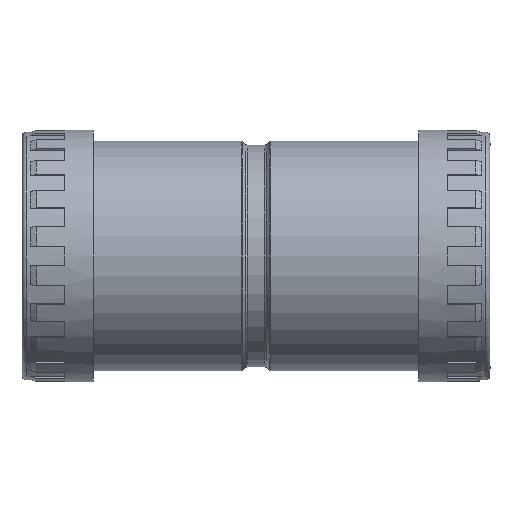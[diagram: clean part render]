
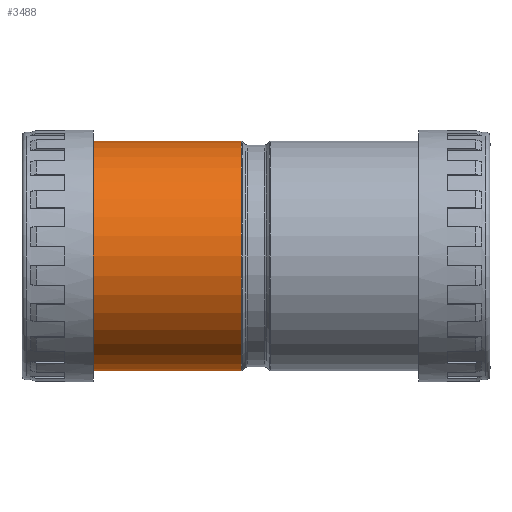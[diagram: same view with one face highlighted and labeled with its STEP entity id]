
A CAD part, front view. The second image highlights one B-rep face of the part: STEP entity #3488.
In plain terms, the highlighted cylindrical face has radius 27 mm (diameter 54 mm), a partial arc.
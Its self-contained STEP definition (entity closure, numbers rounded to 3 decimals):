
#180 = EDGE_LOOP ( 'NONE', ( #4332, #1240, #4739, #3220 ) ) ;
#189 = VERTEX_POINT ( 'NONE', #7249 ) ;
#286 = CARTESIAN_POINT ( 'NONE',  ( -1387.525, 0., 27. ) ) ;
#654 = DIRECTION ( 'NONE',  ( -1., 0., 0. ) ) ;
#1021 = FACE_OUTER_BOUND ( 'NONE', #180, .T. ) ;
#1128 = EDGE_CURVE ( 'NONE', #189, #4622, #3257, .T. ) ;
#1232 = CARTESIAN_POINT ( 'NONE',  ( -38.2, 0., 27. ) ) ;
#1240 = ORIENTED_EDGE ( 'NONE', *, *, #6618, .T. ) ;
#1416 = VECTOR ( 'NONE', #3781, 1000. ) ;
#1599 = CARTESIAN_POINT ( 'NONE',  ( -1387.525, 0., 0. ) ) ;
#1649 = VECTOR ( 'NONE', #654, 1000. ) ;
#2007 = VERTEX_POINT ( 'NONE', #4151 ) ;
#2127 = DIRECTION ( 'NONE',  ( -1., 0., 0. ) ) ;
#2214 = CARTESIAN_POINT ( 'NONE',  ( -3.457, 0., -27. ) ) ;
#2736 = DIRECTION ( 'NONE',  ( -1., 0., 0. ) ) ;
#2831 = CARTESIAN_POINT ( 'NONE',  ( -3.457, 0., 0. ) ) ;
#2891 = AXIS2_PLACEMENT_3D ( 'NONE', #2831, #7092, #3494 ) ;
#3220 = ORIENTED_EDGE ( 'NONE', *, *, #5731, .F. ) ;
#3257 = LINE ( 'NONE', #286, #1649 ) ;
#3309 = CIRCLE ( 'NONE', #2891, 27. ) ;
#3488 = ADVANCED_FACE ( 'NONE', ( #1021 ), #4098, .T. ) ;
#3494 = DIRECTION ( 'NONE',  ( 0., 0., -1. ) ) ;
#3781 = DIRECTION ( 'NONE',  ( -1., 0., 0. ) ) ;
#3945 = AXIS2_PLACEMENT_3D ( 'NONE', #1599, #2736, #6471 ) ;
#4083 = AXIS2_PLACEMENT_3D ( 'NONE', #5810, #2127, #6408 ) ;
#4098 = CYLINDRICAL_SURFACE ( 'NONE', #3945, 27. ) ;
#4151 = CARTESIAN_POINT ( 'NONE',  ( -38.2, 0., -27. ) ) ;
#4332 = ORIENTED_EDGE ( 'NONE', *, *, #6971, .F. ) ;
#4489 = VERTEX_POINT ( 'NONE', #2214 ) ;
#4622 = VERTEX_POINT ( 'NONE', #1232 ) ;
#4739 = ORIENTED_EDGE ( 'NONE', *, *, #1128, .T. ) ;
#5060 = CARTESIAN_POINT ( 'NONE',  ( -1387.525, 0., -27. ) ) ;
#5380 = CIRCLE ( 'NONE', #4083, 27. ) ;
#5731 = EDGE_CURVE ( 'NONE', #2007, #4622, #5380, .T. ) ;
#5810 = CARTESIAN_POINT ( 'NONE',  ( -38.2, 0., 0. ) ) ;
#6281 = LINE ( 'NONE', #5060, #1416 ) ;
#6408 = DIRECTION ( 'NONE',  ( 0., 0., 1. ) ) ;
#6471 = DIRECTION ( 'NONE',  ( 0., 0., 1. ) ) ;
#6618 = EDGE_CURVE ( 'NONE', #4489, #189, #3309, .T. ) ;
#6971 = EDGE_CURVE ( 'NONE', #4489, #2007, #6281, .T. ) ;
#7092 = DIRECTION ( 'NONE',  ( -1., 0., 0. ) ) ;
#7249 = CARTESIAN_POINT ( 'NONE',  ( -3.457, 0., 27. ) ) ;
